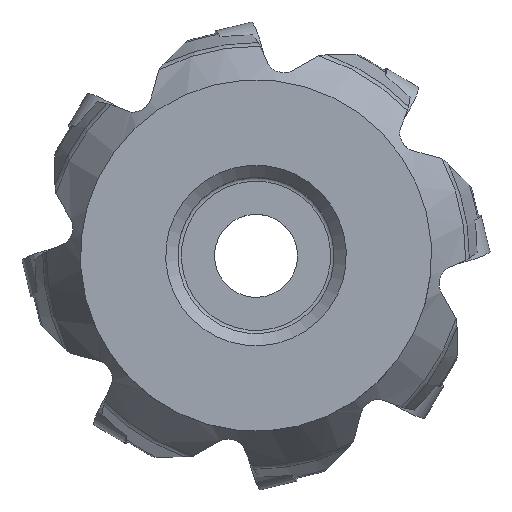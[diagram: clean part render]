
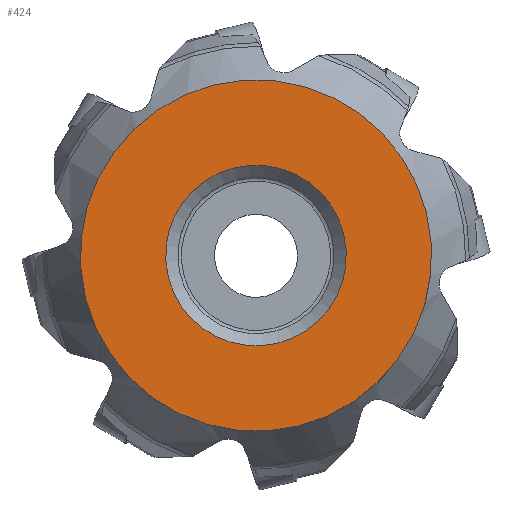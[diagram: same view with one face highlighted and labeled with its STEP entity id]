
A CAD part, top view. The second image highlights one B-rep face of the part: STEP entity #424.
In plain terms, the highlighted planar face has unit normal (0, 0, 1).
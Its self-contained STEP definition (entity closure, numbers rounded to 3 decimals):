
#146=PLANE('',#2132);
#359=FACE_BOUND('',#643,.T.);
#360=FACE_BOUND('',#644,.T.);
#424=ADVANCED_FACE('CU_BCK',(#359,#360),#146,.T.);
#643=EDGE_LOOP('',(#1077));
#644=EDGE_LOOP('',(#1078));
#717=CIRCLE('',#2056,28.6);
#739=CIRCLE('',#2109,14.705);
#1077=ORIENTED_EDGE('',*,*,#1597,.F.);
#1078=ORIENTED_EDGE('',*,*,#1699,.F.);
#1407=VERTEX_POINT('',#3522);
#1461=VERTEX_POINT('',#3933);
#1597=EDGE_CURVE('',#1407,#1407,#717,.T.);
#1699=EDGE_CURVE('',#1461,#1461,#739,.T.);
#2056=AXIS2_PLACEMENT_3D('',#3521,#2333,#2334);
#2109=AXIS2_PLACEMENT_3D('',#3932,#2463,#2464);
#2132=AXIS2_PLACEMENT_3D('',#3967,#2509,#2510);
#2333=DIRECTION('',(0.,0.,-1.));
#2334=DIRECTION('',(-0.242,0.97,0.));
#2463=DIRECTION('',(0.,0.,1.));
#2464=DIRECTION('',(-0.242,0.97,0.));
#2509=DIRECTION('',(0.,0.,1.));
#2510=DIRECTION('',(-0.242,0.97,0.));
#3521=CARTESIAN_POINT('',(0.,0.,0.));
#3522=CARTESIAN_POINT('',(-6.919,27.75,0.));
#3932=CARTESIAN_POINT('',(0.,0.,0.));
#3933=CARTESIAN_POINT('',(-3.558,14.268,0.));
#3967=CARTESIAN_POINT('',(-28.6,0.,0.));
